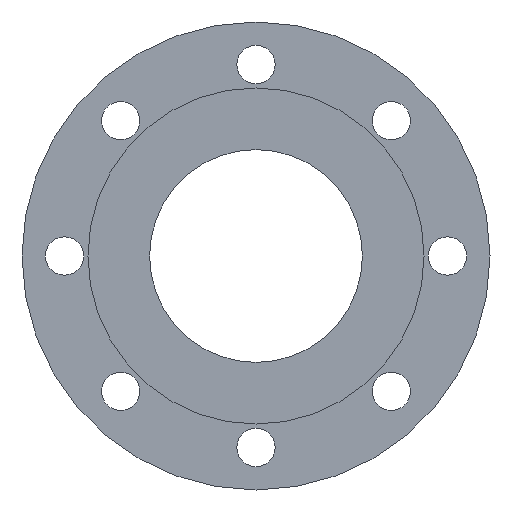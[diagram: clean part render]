
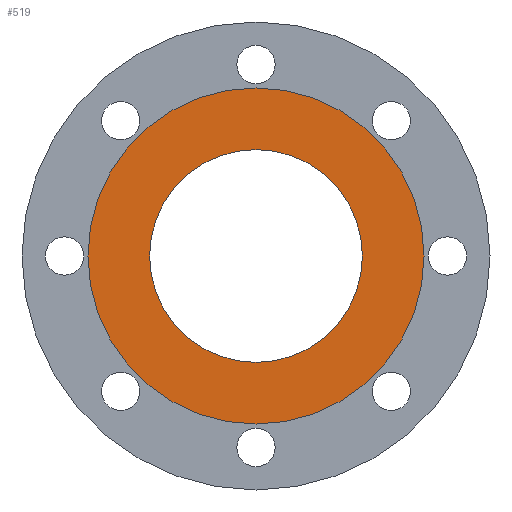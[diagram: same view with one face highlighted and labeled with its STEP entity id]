
A CAD part, front view. The second image highlights one B-rep face of the part: STEP entity #519.
In plain terms, the highlighted planar face has unit normal (0, -1, 0).
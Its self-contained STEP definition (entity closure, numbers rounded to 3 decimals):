
#11 = CARTESIAN_POINT ( 'NONE',  ( 0., 0., 50. ) ) ;
#33 = DIRECTION ( 'NONE',  ( 0., 1., 0. ) ) ;
#36 = VERTEX_POINT ( 'NONE', #655 ) ;
#80 = CIRCLE ( 'NONE', #701, 79. ) ;
#211 = VERTEX_POINT ( 'NONE', #446 ) ;
#244 = EDGE_CURVE ( 'NONE', #36, #999, #778, .T. ) ;
#260 = ORIENTED_EDGE ( 'NONE', *, *, #311, .F. ) ;
#261 = DIRECTION ( 'NONE',  ( 0., 1., 0. ) ) ;
#290 = DIRECTION ( 'NONE',  ( 0., 0., 1. ) ) ;
#311 = EDGE_CURVE ( 'NONE', #211, #520, #818, .T. ) ;
#349 = CARTESIAN_POINT ( 'NONE',  ( 0., 0., 0. ) ) ;
#388 = DIRECTION ( 'NONE',  ( 0., 1., 0. ) ) ;
#413 = ORIENTED_EDGE ( 'NONE', *, *, #244, .T. ) ;
#423 = AXIS2_PLACEMENT_3D ( 'NONE', #11, #776, #434 ) ;
#434 = DIRECTION ( 'NONE',  ( 0., 0., -1. ) ) ;
#446 = CARTESIAN_POINT ( 'NONE',  ( 0., 0., -79. ) ) ;
#457 = CARTESIAN_POINT ( 'NONE',  ( 0., 0., 0. ) ) ;
#461 = DIRECTION ( 'NONE',  ( 0., 0., 1. ) ) ;
#475 = AXIS2_PLACEMENT_3D ( 'NONE', #457, #388, #461 ) ;
#502 = EDGE_CURVE ( 'NONE', #999, #36, #897, .T. ) ;
#519 = ADVANCED_FACE ( 'NONE', ( #526, #856 ), #868, .T. ) ;
#520 = VERTEX_POINT ( 'NONE', #944 ) ;
#526 = FACE_BOUND ( 'NONE', #762, .T. ) ;
#606 = CARTESIAN_POINT ( 'NONE',  ( 0., 0., 0. ) ) ;
#619 = DIRECTION ( 'NONE',  ( 0., 0., 1. ) ) ;
#654 = CARTESIAN_POINT ( 'NONE',  ( 0., 0., 50. ) ) ;
#655 = CARTESIAN_POINT ( 'NONE',  ( 0., 0., -50. ) ) ;
#701 = AXIS2_PLACEMENT_3D ( 'NONE', #712, #33, #290 ) ;
#712 = CARTESIAN_POINT ( 'NONE',  ( 0., 0., 0. ) ) ;
#744 = AXIS2_PLACEMENT_3D ( 'NONE', #349, #764, #619 ) ;
#762 = EDGE_LOOP ( 'NONE', ( #812, #413 ) ) ;
#764 = DIRECTION ( 'NONE',  ( 0., 1., 0. ) ) ;
#776 = DIRECTION ( 'NONE',  ( 0., -1., 0. ) ) ;
#778 = CIRCLE ( 'NONE', #744, 50. ) ;
#812 = ORIENTED_EDGE ( 'NONE', *, *, #502, .T. ) ;
#818 = CIRCLE ( 'NONE', #475, 79. ) ;
#823 = EDGE_LOOP ( 'NONE', ( #883, #260 ) ) ;
#840 = AXIS2_PLACEMENT_3D ( 'NONE', #606, #261, #939 ) ;
#856 = FACE_OUTER_BOUND ( 'NONE', #823, .T. ) ;
#868 = PLANE ( 'NONE',  #423 ) ;
#883 = ORIENTED_EDGE ( 'NONE', *, *, #1091, .F. ) ;
#897 = CIRCLE ( 'NONE', #840, 50. ) ;
#939 = DIRECTION ( 'NONE',  ( 0., 0., 1. ) ) ;
#944 = CARTESIAN_POINT ( 'NONE',  ( 0., 0., 79. ) ) ;
#999 = VERTEX_POINT ( 'NONE', #654 ) ;
#1091 = EDGE_CURVE ( 'NONE', #520, #211, #80, .T. ) ;
